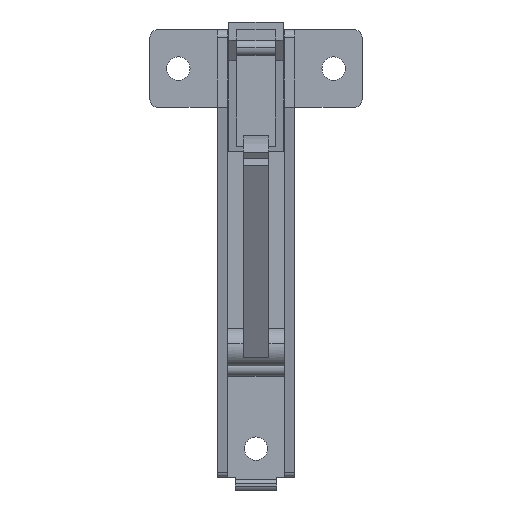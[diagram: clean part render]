
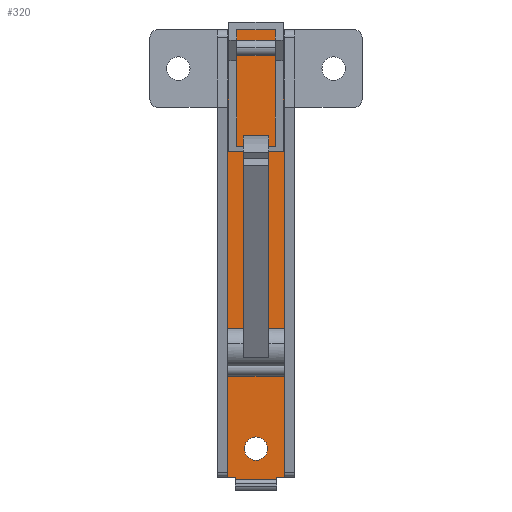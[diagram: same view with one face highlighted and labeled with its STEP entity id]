
A CAD part, front view. The second image highlights one B-rep face of the part: STEP entity #320.
In plain terms, the highlighted planar face has unit normal (0, -1, 0).
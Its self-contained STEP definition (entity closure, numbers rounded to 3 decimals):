
#320=ADVANCED_FACE('',(#688,#689),#690,.T.);
#688=FACE_OUTER_BOUND('',#1105,.T.);
#689=FACE_BOUND('',#1106,.T.);
#690=PLANE('',#1107);
#1105=EDGE_LOOP('',(#1981,#1982,#1983,#1984,#1985,#1986,#1987,#1988));
#1106=EDGE_LOOP('',(#1989,#1990));
#1107=AXIS2_PLACEMENT_3D('',#1991,#1992,#1993);
#1981=ORIENTED_EDGE('',*,*,#2687,.T.);
#1982=ORIENTED_EDGE('',*,*,#2709,.F.);
#1983=ORIENTED_EDGE('',*,*,#2710,.T.);
#1984=ORIENTED_EDGE('',*,*,#2658,.F.);
#1985=ORIENTED_EDGE('',*,*,#2652,.T.);
#1986=ORIENTED_EDGE('',*,*,#2632,.F.);
#1987=ORIENTED_EDGE('',*,*,#2656,.F.);
#1988=ORIENTED_EDGE('',*,*,#2707,.F.);
#1989=ORIENTED_EDGE('',*,*,#2598,.T.);
#1990=ORIENTED_EDGE('',*,*,#2627,.T.);
#1991=CARTESIAN_POINT('',(0.,-4.0,-18.0));
#1992=DIRECTION('',(0.0,-1.0,0.0));
#1993=DIRECTION('',(0.0,0.0,-1.0));
#2598=EDGE_CURVE('',#3171,#3168,#3172,.T.);
#2627=EDGE_CURVE('',#3168,#3171,#3214,.T.);
#2632=EDGE_CURVE('',#3221,#3216,#3223,.T.);
#2652=EDGE_CURVE('',#3250,#3216,#3253,.T.);
#2656=EDGE_CURVE('',#3257,#3221,#3259,.T.);
#2658=EDGE_CURVE('',#3250,#3261,#3262,.T.);
#2687=EDGE_CURVE('',#3304,#3305,#3306,.T.);
#2707=EDGE_CURVE('',#3304,#3257,#3337,.T.);
#2709=EDGE_CURVE('',#3339,#3305,#3340,.T.);
#2710=EDGE_CURVE('',#3339,#3261,#3341,.T.);
#3168=VERTEX_POINT('',#3987);
#3171=VERTEX_POINT('',#3991);
#3172=CIRCLE('',#3992,4.5);
#3214=CIRCLE('',#4041,4.5);
#3216=VERTEX_POINT('',#4043);
#3221=VERTEX_POINT('',#4050);
#3223=LINE('',#4053,#4054);
#3250=VERTEX_POINT('',#4089);
#3253=LINE('',#4094,#4095);
#3257=VERTEX_POINT('',#4100);
#3259=LINE('',#4103,#4104);
#3261=VERTEX_POINT('',#4106);
#3262=LINE('',#4107,#4108);
#3304=VERTEX_POINT('',#4163);
#3305=VERTEX_POINT('',#4164);
#3306=LINE('',#4165,#4166);
#3337=LINE('',#4208,#4209);
#3339=VERTEX_POINT('',#4211);
#3340=LINE('',#4212,#4213);
#3341=LINE('',#4214,#4215);
#3987=CARTESIAN_POINT('',(4.5,-4.0,-165.0));
#3991=CARTESIAN_POINT('',(-4.5,-4.0,-165.0));
#3992=AXIS2_PLACEMENT_3D('',#4748,#4749,#4750);
#4041=AXIS2_PLACEMENT_3D('',#4800,#4801,#4802);
#4043=CARTESIAN_POINT('',(-8.0,-4.0,-177.0));
#4050=CARTESIAN_POINT('',(8.0,-4.0,-177.0));
#4053=CARTESIAN_POINT('',(8.0,-4.0,-177.0));
#4054=VECTOR('',#4806,1.0);
#4089=CARTESIAN_POINT('',(-8.0,-4.0,-176.0));
#4094=CARTESIAN_POINT('',(-8.0,-4.0,-176.0));
#4095=VECTOR('',#4829,1.0);
#4100=CARTESIAN_POINT('',(8.0,-4.0,-176.0));
#4103=CARTESIAN_POINT('',(8.0,-4.0,-176.0));
#4104=VECTOR('',#4832,1.0);
#4106=CARTESIAN_POINT('',(-11.0,-4.0,-176.0));
#4107=CARTESIAN_POINT('',(0.0,-4.0,-176.0));
#4108=VECTOR('',#4833,1.0);
#4163=CARTESIAN_POINT('',(11.0,-4.0,-176.0));
#4164=CARTESIAN_POINT('',(11.0,-4.0,-3.0));
#4165=CARTESIAN_POINT('',(11.0,-4.0,-50.84));
#4166=VECTOR('',#4871,1.0);
#4208=CARTESIAN_POINT('',(0.0,-4.0,-176.0));
#4209=VECTOR('',#4901,1.0);
#4211=CARTESIAN_POINT('',(-11.0,-4.0,-3.0));
#4212=CARTESIAN_POINT('',(-38.0,-4.0,-3.0));
#4213=VECTOR('',#4902,1.0);
#4214=CARTESIAN_POINT('',(-11.0,-4.0,-50.84));
#4215=VECTOR('',#4903,1.0);
#4748=CARTESIAN_POINT('',(0.0,-4.0,-165.0));
#4749=DIRECTION('',(-0.0,1.0,0.0));
#4750=DIRECTION('',(1.0,0.0,0.0));
#4800=CARTESIAN_POINT('',(0.0,-4.0,-165.0));
#4801=DIRECTION('',(-0.0,1.0,0.0));
#4802=DIRECTION('',(1.0,0.0,0.0));
#4806=DIRECTION('',(-1.0,0.0,0.0));
#4829=DIRECTION('',(0.0,0.0,-1.0));
#4832=DIRECTION('',(0.0,0.0,-1.0));
#4833=DIRECTION('',(-1.0,0.0,0.0));
#4871=DIRECTION('',(0.0,0.0,1.0));
#4901=DIRECTION('',(-1.0,0.0,0.0));
#4902=DIRECTION('',(1.0,0.0,0.0));
#4903=DIRECTION('',(-0.0,-0.0,-1.0));
